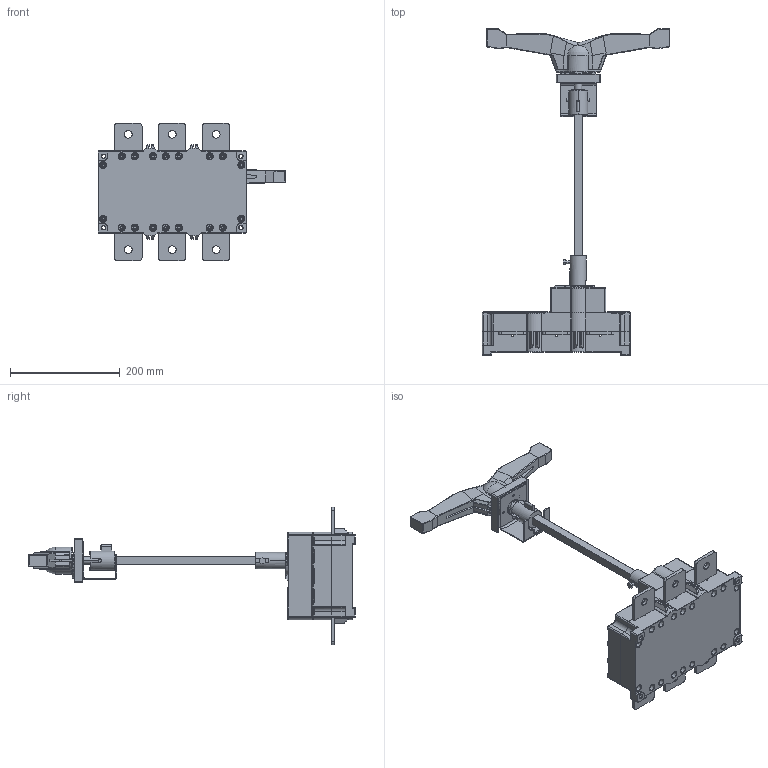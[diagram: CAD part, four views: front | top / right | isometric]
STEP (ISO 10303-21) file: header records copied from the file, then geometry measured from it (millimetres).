
FILE_DESCRIPTION((''),'2;1');
FILE_NAME('HGL-800T-3J_ASM','2025-08-27T17:09:39',('Administrator'),(''),'CREO PARAMETRIC BY PTC INC, 2021023','CREO PARAMETRIC BY PTC INC, 2021023','');
FILE_SCHEMA(('CONFIG_CONTROL_DESIGN'));
Products named in the file (74): HH15-1250DIZHUO_154_1_AF0; JINCHUTOU1_49_1_AF0; JINCHUTOU1_49_1_AF1; JINCHUTOU1_49_1_AF2; JINCHUTOU1_49_1_AF3; JINCHUTOU1_49_1_AF4; JINCHUTOU1_49_1_AF5; HH15-1250DIZHUO2_165_1_AF0; TUIGAN_29_1_AF0; TIAOZHENGBAN_7_1; SHANGLIANGAN_14_1; XIALIANGAN_22_1; ZHOU_3_1; TUIGANZHOU_6_1; TANHUANGCEBAN_5_1; TANHUANG_3_1; JIGOUKE_85_1; ZHANZHOU_27_1; ZHISHIJIAN_6_1; DANGQAUAN_2_1; ZHOU0_1_1; 1000-____-98192_ASM_1_ASM_1_A_1; 1000-3_______ASM_2_ASM_1_ASM_1_; 1600-3K_____ASM_3_ASM_1_ASM_1_1; ASM0012_ASM_1_ASM_1_ASM_1_ASM_1_ASM; HGL-1600-3K_ASM_1_ASM_1_ASM_1_A_ASM; ASM0007_ASM_1_1_ASM_1_ASM_1_1_3; ZHOUTAO_ASM_1_ASM_1_ASM_1_ASM_1_ASM; PRODUCT_73163_ASM_ASM_ASM_1_1_5; 1000-____-14506_ASM_ASM_ASM_1_5_ASM; ASM0001_ASM_ASM_ASM_1_1_ASM_1_4_ASM; HGL-1600-4K_ASM_ASM_ASM_1_1_A_5_ASM; HGL-1000-4K_ASM_ASM_1_1_ASM_1_4_ASM; HGL-1000-4K_ASM_1_1_ASM_1_ASM_5_ASM; HGL_ASM_2_ASM_1_ASM_1_ASM_1_A_1_ASM; HGL-1000-4_ASM_1_ASM_1_ASM_1__1_ASM; ASM0009_ASM_1_ASM_1_ASM_1_ASM_2; ZHOUTAO_ASM_1_ASM_1_ASM_1_ASM_2_ASM; HGL-1000-400_ASM_1_ASM_1_ASM__1_ASM; HGL-1000-4JBK300_ASM_1_ASM_1__1_ASM ...
Assembly tree (75 placements, depth 17):
  HGL-800T-3J_ASM
    HGL-800T-3F-JB95MM0_ASM_1_AF0_ASM
      ASM0003_ASM_96_ASM_1_AF0_ASM
        HH15-1250DIZHUO_154_1_AF0
        JINCHUTOU1_49_1_AF0
        JINCHUTOU1_49_1_AF1
        JINCHUTOU1_49_1_AF2
        JINCHUTOU1_49_1_AF3
        JINCHUTOU1_49_1_AF4
        JINCHUTOU1_49_1_AF5
        HH15-1250DIZHUO2_165_1_AF0
        TUIGAN_29_1_AF0
        TIAOZHENGBAN_7_1
        SHANGLIANGAN_14_1  x2
        XIALIANGAN_22_1
        ZHOU_3_1
        TUIGANZHOU_6_1
        TANHUANGCEBAN_5_1  x2
        TANHUANG_3_1
        JIGOUKE_85_1
        ZHANZHOU_27_1
        ZHISHIJIAN_6_1
        DANGQAUAN_2_1
        ZHOU0_1_1
        B95MM-25_8_140001_ASM_1_ASM_1_ASM
          HGL-1000-3JKB95MM_ASM_1_ASM_1_A_ASM
            HGL-1600-3_ASM_1_ASM_1_ASM_1_AS_ASM
              HGL-1600-3K_ASM_1_ASM_1_ASM_1_A_ASM
                ASM0012_ASM_1_ASM_1_ASM_1_ASM_1_ASM
                  1000-____-98192_ASM_1_ASM_1_A_1
                  1000-3_______ASM_2_ASM_1_ASM_1_
                  1600-3K_____ASM_3_ASM_1_ASM_1_1
              ZHOUTAO_ASM_1_ASM_1_ASM_1_ASM_1_ASM
                ASM0007_ASM_1_1_ASM_1_ASM_1_1_3
              B95MM0001_ASM_1_ASM_1_ASM_1_ASM_ASM
                HGL-1000-4JBK300_ASM_1_ASM_1__1_ASM
                  HGL-1000-400_ASM_1_ASM_1_ASM__1_ASM
      JB300MM_ASM_1_ASM
        ASM0002_ASM_1_ASM_1_ASM
          HGL-1000-400_ASM_1_1_2_ASM_1_AS_ASM
            HGL-1000-4_ASM_1_ASM_1_1_2_ASM__ASM
              HGL_ASM_2_ASM_1_ASM_1_1_2_ASM_1_ASM
                HGL-1000-4K_ASM_1_1_ASM_1_ASM_6_ASM
                  HGL-1000-4K_ASM_ASM_1_1_ASM_1_5_ASM
            ZHOUTAO_ASM_1_1_2_ASM_1_ASM_1_ASM
              ASM0009_ASM_1_ASM_1_1_2_ASM_1_A_ASM
                ASM0007_ASM_1_1_ASM_1_ASM_1_1_4_ASM
                  00_1-14441_1_1_1_1_2_1_1
                  6X1500_1_1_1_1_1_2_1_1
            300MM0_1_1_2_1_1
            0006_1_1_2_1_1
            0003_2_1_2_1_1
            000_2_1_2_1_1
            00_1_1_2_1_1
            HGL-1000B0001_1_1_2_1_1
            0005_1_1_2_1_1
            B000_1_1_2_1_1
            0_1_1_2_1_1
Bounding box: 342 x 594.04 x 250 mm (x, y, z)
Volume: 1753688.7 mm3; surface area: 654617.3 mm2
Topology: 34 solids, 34 shells, 3206 faces, 8612 edges, 5501 vertices
Faces by surface type: plane 1226, cylinder 1208, torus 341, bspline 278, sphere 77, cone 64, extrusion 12
Entity records: 120498 total; most frequent: CARTESIAN_POINT 39384, DIRECTION 16978, ORIENTED_EDGE 16972, EDGE_CURVE 8486, AXIS2_PLACEMENT_3D 6408, VERTEX_POINT 5456, VECTOR 4162, LINE 4150
